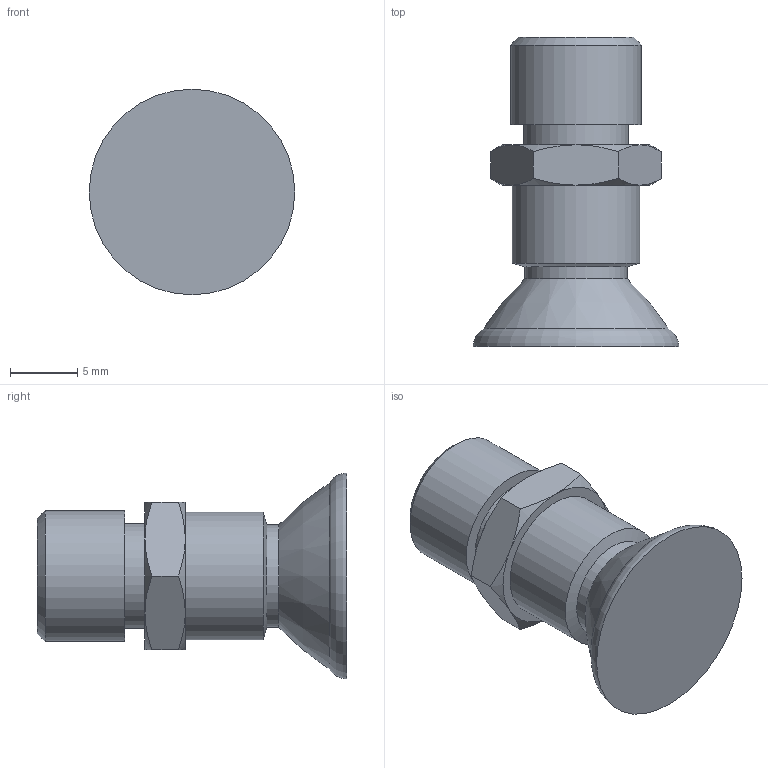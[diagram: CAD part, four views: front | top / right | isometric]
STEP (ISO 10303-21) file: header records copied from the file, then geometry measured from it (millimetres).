
FILE_DESCRIPTION(/* description */ (''),/* implementation_level */ '2;1');
FILE_NAME(/* name */ 'vc16cn_rac13r1-8m.stp',/* time_stamp */ '2021-12-02T11:26:21+01:00',/* author */ ('enginyeria'),/* organization */ (''),/* preprocessor_version */ 'ST-DEVELOPER v17.2',/* originating_system */ 'Autodesk Inventor 2019',/* authorisation */ '');
FILE_SCHEMA (('AUTOMOTIVE_DESIGN { 1 0 10303 214 3 1 1 }'));
Length unit declared in the file: millimetre
Products named in the file (1): Pieza6
Bounding box: 15.3 x 23 x 15.3 mm (x, y, z)
Volume: 1851.8 mm3; surface area: 1224.3 mm2
Topology: 1 solids, 1 shells, 34 faces, 82 edges, 54 vertices
Faces by surface type: cone 16, plane 12, cylinder 4, bspline 1, torus 1
Full cylindrical faces by diameter (mm): 7.6 x1, 7.8 x1, 9.5 x1, 9.728 x1
Entity records: 1113 total; most frequent: CARTESIAN_POINT 245, DIRECTION 170, ORIENTED_EDGE 164, EDGE_CURVE 82, AXIS2_PLACEMENT_3D 78, VERTEX_POINT 54, CIRCLE 44, EDGE_LOOP 38
